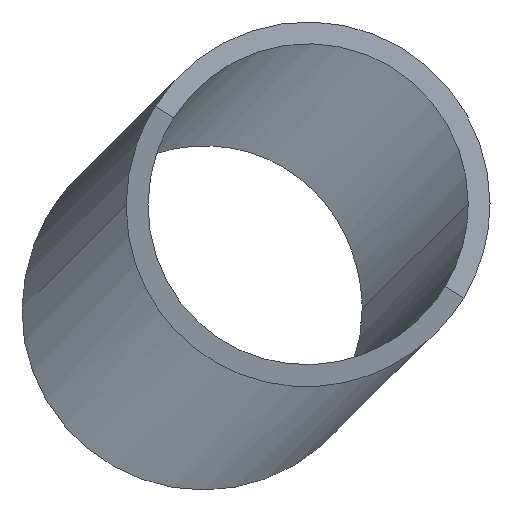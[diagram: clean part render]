
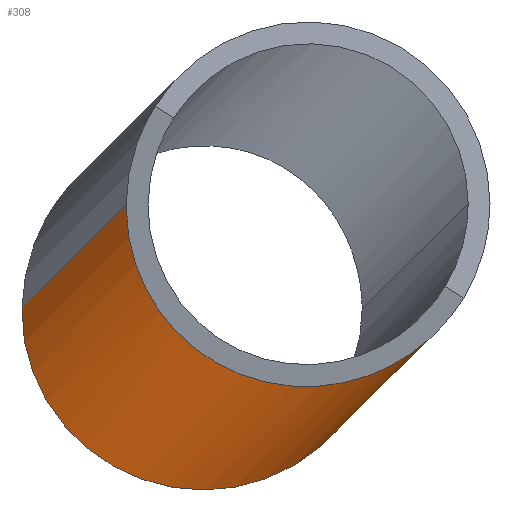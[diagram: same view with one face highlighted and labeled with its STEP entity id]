
A CAD part, left-side view. The second image highlights one B-rep face of the part: STEP entity #308.
In plain terms, the highlighted cylindrical face has radius 12.5 mm (diameter 25 mm), a partial arc.
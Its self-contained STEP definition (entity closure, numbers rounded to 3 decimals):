
#61=CARTESIAN_POINT('Vertex',(-355.372,-225.178,159.494)) ;
#91=CARTESIAN_POINT('Vertex',(-353.945,-249.931,161.754)) ;
#94=CARTESIAN_POINT('Axis2P3D Location',(-354.605,-237.449,161.754)) ;
#179=CARTESIAN_POINT('Control Point',(-356.201,-225.015,161.803)) ;
#180=CARTESIAN_POINT('Control Point',(-356.04,-225.007,161.338)) ;
#181=CARTESIAN_POINT('Control Point',(-355.876,-225.019,160.873)) ;
#182=CARTESIAN_POINT('Control Point',(-355.71,-225.052,160.41)) ;
#183=CARTESIAN_POINT('Control Point',(-355.542,-225.105,159.95)) ;
#184=CARTESIAN_POINT('Control Point',(-355.372,-225.178,159.494)) ;
#185=CARTESIAN_POINT('Vertex',(-356.201,-225.015,161.803)) ;
#236=CARTESIAN_POINT('Vertex',(-492.015,-257.23,169.)) ;
#241=CARTESIAN_POINT('Line Origine',(-422.98,-253.58,165.377)) ;
#246=CARTESIAN_POINT('Line Origine',(-424.299,-228.615,165.377)) ;
#250=CARTESIAN_POINT('Vertex',(-491.726,-232.18,168.916)) ;
#271=CARTESIAN_POINT('Axis2P3D Location',(-423.64,-241.098,165.377)) ;
#276=CARTESIAN_POINT('Axis2P3D Location',(-492.674,-244.747,169.)) ;
#280=CARTESIAN_POINT('Vertex',(-492.453,-255.408,162.477)) ;
#284=CARTESIAN_POINT('Control Point',(-491.726,-232.18,168.916)) ;
#285=CARTESIAN_POINT('Control Point',(-491.384,-232.162,166.641)) ;
#286=CARTESIAN_POINT('Control Point',(-491.079,-232.654,164.357)) ;
#287=CARTESIAN_POINT('Control Point',(-490.832,-233.671,162.212)) ;
#288=CARTESIAN_POINT('Control Point',(-490.577,-235.957,159.394)) ;
#289=CARTESIAN_POINT('Control Point',(-490.529,-239.028,157.576)) ;
#290=CARTESIAN_POINT('Control Point',(-490.539,-240.18,157.079)) ;
#291=CARTESIAN_POINT('Control Point',(-490.603,-242.375,156.444)) ;
#292=CARTESIAN_POINT('Control Point',(-490.75,-244.648,156.319)) ;
#293=CARTESIAN_POINT('Control Point',(-490.832,-245.678,156.369)) ;
#294=CARTESIAN_POINT('Control Point',(-491.117,-248.663,156.821)) ;
#295=CARTESIAN_POINT('Control Point',(-491.513,-251.415,158.13)) ;
#296=CARTESIAN_POINT('Control Point',(-491.81,-253.032,159.332)) ;
#297=CARTESIAN_POINT('Control Point',(-492.129,-254.379,160.807)) ;
#298=CARTESIAN_POINT('Control Point',(-492.453,-255.408,162.477)) ;
#95=DIRECTION('Axis2P3D Direction',(-0.997,-0.053,0.052)) ;
#242=DIRECTION('Vector Direction',(-0.997,-0.053,0.052)) ;
#247=DIRECTION('Vector Direction',(-0.997,-0.053,0.052)) ;
#272=DIRECTION('Axis2P3D Direction',(-0.997,-0.053,0.052)) ;
#273=DIRECTION('Axis2P3D XDirection',(-0.053,0.999,0.)) ;
#277=DIRECTION('Axis2P3D Direction',(-0.997,-0.053,0.052)) ;
#96=AXIS2_PLACEMENT_3D('Circle Axis2P3D',#94,#95,$) ;
#274=AXIS2_PLACEMENT_3D('Cylinder Axis2P3D',#271,#272,#273) ;
#278=AXIS2_PLACEMENT_3D('Circle Axis2P3D',#276,#277,$) ;
#301=ORIENTED_EDGE('',*,*,#252,.F.) ;
#302=ORIENTED_EDGE('',*,*,#187,.T.) ;
#303=ORIENTED_EDGE('',*,*,#98,.T.) ;
#304=ORIENTED_EDGE('',*,*,#245,.T.) ;
#305=ORIENTED_EDGE('',*,*,#282,.F.) ;
#306=ORIENTED_EDGE('',*,*,#299,.F.) ;
#243=VECTOR('Line Direction',#242,1.) ;
#248=VECTOR('Line Direction',#247,1.) ;
#308=ADVANCED_FACE('Corps principal',(#307),#275,.T.) ;
#178=B_SPLINE_CURVE_WITH_KNOTS('',5,(#179,#180,#181,#182,#183,#184),.UNSPECIFIED.,.F.,.U.,(6,6),(0.,3.482),.UNSPECIFIED.) ;
#283=B_SPLINE_CURVE_WITH_KNOTS('',5,(#284,#285,#286,#287,#288,#289,#290,#291,#292,#293,#294,#295,#296,#297,#298),.UNSPECIFIED.,.F.,.U.,(6,3,3,3,6),(0.,16.263,25.034,32.303,46.361),.UNSPECIFIED.) ;
#97=CIRCLE('generated circle',#96,12.5) ;
#279=CIRCLE('generated circle',#278,12.5) ;
#275=CYLINDRICAL_SURFACE('generated cylinder',#274,12.5) ;
#98=EDGE_CURVE('',#62,#92,#97,.T.) ;
#187=EDGE_CURVE('',#186,#62,#178,.T.) ;
#245=EDGE_CURVE('',#92,#237,#244,.T.) ;
#252=EDGE_CURVE('',#186,#251,#249,.T.) ;
#282=EDGE_CURVE('',#281,#237,#279,.T.) ;
#299=EDGE_CURVE('',#251,#281,#283,.T.) ;
#300=EDGE_LOOP('',(#301,#302,#303,#304,#305,#306)) ;
#307=FACE_OUTER_BOUND('',#300,.T.) ;
#244=LINE('Line',#241,#243) ;
#249=LINE('Line',#246,#248) ;
#62=VERTEX_POINT('',#61) ;
#92=VERTEX_POINT('',#91) ;
#186=VERTEX_POINT('',#185) ;
#237=VERTEX_POINT('',#236) ;
#251=VERTEX_POINT('',#250) ;
#281=VERTEX_POINT('',#280) ;
